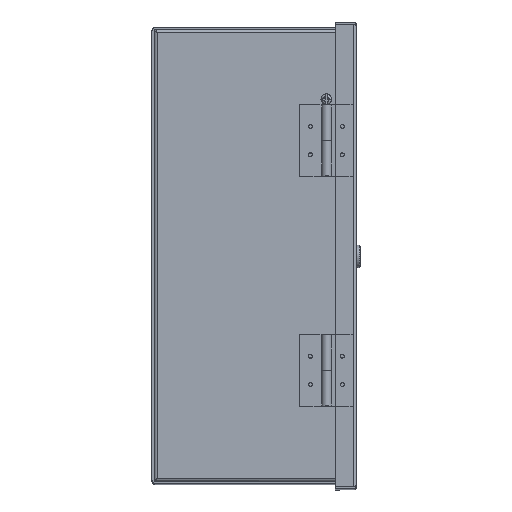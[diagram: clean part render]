
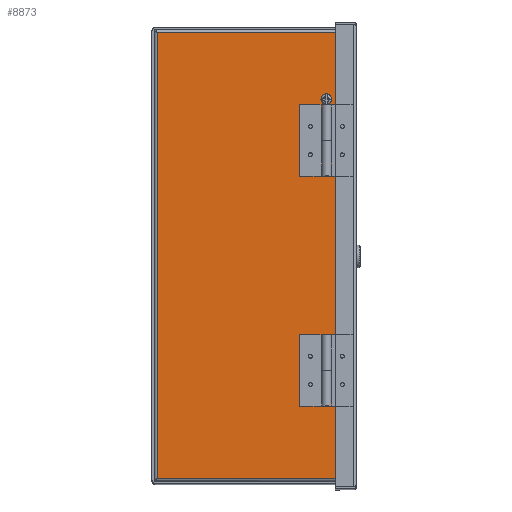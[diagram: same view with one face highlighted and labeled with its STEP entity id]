
A CAD part, top view. The second image highlights one B-rep face of the part: STEP entity #8873.
In plain terms, the highlighted face is planar.
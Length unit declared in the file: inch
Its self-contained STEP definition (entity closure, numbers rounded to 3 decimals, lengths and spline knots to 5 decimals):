
#37 = ORIENTED_EDGE ( 'NONE', *, *, #19694, .T. ) ;
#147 = DIRECTION ( 'NONE',  ( 0., -1., 0. ) ) ;
#261 = ORIENTED_EDGE ( 'NONE', *, *, #5232, .T. ) ;
#413 = VERTEX_POINT ( 'NONE', #10746 ) ;
#716 = VERTEX_POINT ( 'NONE', #1759 ) ;
#746 = DIRECTION ( 'NONE',  ( 1., 0., 0. ) ) ;
#823 = EDGE_CURVE ( 'NONE', #21964, #17052, #17957, .T. ) ;
#1116 = FACE_BOUND ( 'NONE', #15175, .T. ) ;
#1136 = EDGE_LOOP ( 'NONE', ( #261, #22179 ) ) ;
#1183 = CARTESIAN_POINT ( 'NONE',  ( -10., -0.187, -7.8135 ) ) ;
#1637 = CARTESIAN_POINT ( 'NONE',  ( -10., -5.558, 3.5305 ) ) ;
#1660 = DIRECTION ( 'NONE',  ( 1., 0., 0. ) ) ;
#1723 = FACE_BOUND ( 'NONE', #19355, .T. ) ;
#1759 = CARTESIAN_POINT ( 'NONE',  ( -10., -6.892, -7.3275 ) ) ;
#2564 = ORIENTED_EDGE ( 'NONE', *, *, #8326, .T. ) ;
#3204 = EDGE_CURVE ( 'NONE', #12336, #11127, #13058, .T. ) ;
#3391 = CARTESIAN_POINT ( 'NONE',  ( -10., -0.187, 7.8135 ) ) ;
#3790 = VERTEX_POINT ( 'NONE', #14717 ) ;
#3911 = DIRECTION ( 'NONE',  ( 0., -1., 0. ) ) ;
#4119 = VECTOR ( 'NONE', #13488, 39.37008 ) ;
#4378 = CARTESIAN_POINT ( 'NONE',  ( -10., -6.032, 5.483 ) ) ;
#4497 = ORIENTED_EDGE ( 'NONE', *, *, #3204, .T. ) ;
#4723 = EDGE_CURVE ( 'NONE', #6510, #9433, #9108, .T. ) ;
#4979 = ORIENTED_EDGE ( 'NONE', *, *, #7990, .T. ) ;
#5232 = EDGE_CURVE ( 'NONE', #5252, #3790, #17904, .T. ) ;
#5243 = LINE ( 'NONE', #8298, #26001 ) ;
#5252 = VERTEX_POINT ( 'NONE', #9926 ) ;
#5493 = EDGE_CURVE ( 'NONE', #19743, #10486, #14453, .T. ) ;
#5733 = FACE_BOUND ( 'NONE', #1136, .T. ) ;
#5776 = VERTEX_POINT ( 'NONE', #3391 ) ;
#5791 = AXIS2_PLACEMENT_3D ( 'NONE', #23286, #25318, #9238 ) ;
#6141 = DIRECTION ( 'NONE',  ( 1., 0., 0. ) ) ;
#6147 = CARTESIAN_POINT ( 'NONE',  ( -10., -5.628, -4.5315 ) ) ;
#6256 = CARTESIAN_POINT ( 'NONE',  ( -10., -6.892, -7.8135 ) ) ;
#6510 = VERTEX_POINT ( 'NONE', #15306 ) ;
#6560 = CIRCLE ( 'NONE', #5791, 0.07 ) ;
#6713 = CARTESIAN_POINT ( 'NONE',  ( -10., -0.187, -7.8135 ) ) ;
#6936 = EDGE_CURVE ( 'NONE', #5776, #23607, #20564, .T. ) ;
#7016 = FACE_BOUND ( 'NONE', #17084, .T. ) ;
#7240 = CARTESIAN_POINT ( 'NONE',  ( -10., -0.187, -7.8135 ) ) ;
#7260 = CARTESIAN_POINT ( 'NONE',  ( -10., -5.488, 3.5305 ) ) ;
#7353 = DIRECTION ( 'NONE',  ( 0., 0., 1. ) ) ;
#7469 = CARTESIAN_POINT ( 'NONE',  ( -10., -5.558, 4.5305 ) ) ;
#7578 = VERTEX_POINT ( 'NONE', #11032 ) ;
#7787 = PLANE ( 'NONE',  #17880 ) ;
#7880 = CIRCLE ( 'NONE', #13618, 0.07 ) ;
#7884 = AXIS2_PLACEMENT_3D ( 'NONE', #20223, #22054, #3911 ) ;
#7990 = EDGE_CURVE ( 'NONE', #25850, #716, #5243, .T. ) ;
#8298 = CARTESIAN_POINT ( 'NONE',  ( -10., -6.892, -7.8135 ) ) ;
#8326 = EDGE_CURVE ( 'NONE', #17052, #21964, #22791, .T. ) ;
#8495 = LINE ( 'NONE', #19622, #4119 ) ;
#8609 = AXIS2_PLACEMENT_3D ( 'NONE', #14020, #18116, #12178 ) ;
#8873 = ADVANCED_FACE ( 'NONE', ( #13938, #7016, #1116, #1723, #21454, #5733 ), #7787, .T. ) ;
#9108 = LINE ( 'NONE', #15461, #18516 ) ;
#9200 = VECTOR ( 'NONE', #12704, 39.37008 ) ;
#9238 = DIRECTION ( 'NONE',  ( 0., -1., 0. ) ) ;
#9433 = VERTEX_POINT ( 'NONE', #20234 ) ;
#9926 = CARTESIAN_POINT ( 'NONE',  ( -10., -5.628, 4.5305 ) ) ;
#9930 = AXIS2_PLACEMENT_3D ( 'NONE', #7469, #19767, #25642 ) ;
#10095 = DIRECTION ( 'NONE',  ( 0., -1., 0. ) ) ;
#10452 = CARTESIAN_POINT ( 'NONE',  ( -10., -5.558, 4.5305 ) ) ;
#10486 = VERTEX_POINT ( 'NONE', #24813 ) ;
#10746 = CARTESIAN_POINT ( 'NONE',  ( -10., -5.488, -3.5315 ) ) ;
#11032 = CARTESIAN_POINT ( 'NONE',  ( -10., -5.628, -3.5315 ) ) ;
#11127 = VERTEX_POINT ( 'NONE', #13853 ) ;
#11934 = EDGE_CURVE ( 'NONE', #716, #6510, #24233, .T. ) ;
#12028 = AXIS2_PLACEMENT_3D ( 'NONE', #19637, #13666, #15696 ) ;
#12146 = CARTESIAN_POINT ( 'NONE',  ( -10., -5.558, -3.5315 ) ) ;
#12178 = DIRECTION ( 'NONE',  ( 0., -1., 0. ) ) ;
#12304 = CARTESIAN_POINT ( 'NONE',  ( -10., -6.202, 5.483 ) ) ;
#12336 = VERTEX_POINT ( 'NONE', #7260 ) ;
#12480 = CARTESIAN_POINT ( 'NONE',  ( -10., -5.558, -4.5315 ) ) ;
#12704 = DIRECTION ( 'NONE',  ( 0., -1., 0. ) ) ;
#13058 = CIRCLE ( 'NONE', #7884, 0.07 ) ;
#13112 = CIRCLE ( 'NONE', #23820, 0.07 ) ;
#13488 = DIRECTION ( 'NONE',  ( 0., -1., 0. ) ) ;
#13501 = ORIENTED_EDGE ( 'NONE', *, *, #4723, .T. ) ;
#13618 = AXIS2_PLACEMENT_3D ( 'NONE', #1637, #19586, #21612 ) ;
#13666 = DIRECTION ( 'NONE',  ( 1., 0., 0. ) ) ;
#13742 = ORIENTED_EDGE ( 'NONE', *, *, #11934, .T. ) ;
#13853 = CARTESIAN_POINT ( 'NONE',  ( -10., -5.628, 3.5305 ) ) ;
#13866 = ORIENTED_EDGE ( 'NONE', *, *, #14738, .F. ) ;
#13938 = FACE_OUTER_BOUND ( 'NONE', #20069, .T. ) ;
#14020 = CARTESIAN_POINT ( 'NONE',  ( -10., -6.117, 5.483 ) ) ;
#14077 = DIRECTION ( 'NONE',  ( 1., 0., 0. ) ) ;
#14372 = DIRECTION ( 'NONE',  ( -1., 0., 0. ) ) ;
#14453 = CIRCLE ( 'NONE', #12028, 0.07 ) ;
#14717 = CARTESIAN_POINT ( 'NONE',  ( -10., -5.488, 4.5305 ) ) ;
#14738 = EDGE_CURVE ( 'NONE', #5776, #9433, #8495, .T. ) ;
#15175 = EDGE_LOOP ( 'NONE', ( #37, #4497 ) ) ;
#15306 = CARTESIAN_POINT ( 'NONE',  ( -10., -6.892, 7.3275 ) ) ;
#15461 = CARTESIAN_POINT ( 'NONE',  ( -10., -6.892, -7.8135 ) ) ;
#15498 = AXIS2_PLACEMENT_3D ( 'NONE', #23619, #1660, #19875 ) ;
#15696 = DIRECTION ( 'NONE',  ( 0., -1., 0. ) ) ;
#15778 = ORIENTED_EDGE ( 'NONE', *, *, #823, .T. ) ;
#16979 = EDGE_CURVE ( 'NONE', #413, #7578, #23563, .T. ) ;
#17052 = VERTEX_POINT ( 'NONE', #4378 ) ;
#17084 = EDGE_LOOP ( 'NONE', ( #15778, #2564 ) ) ;
#17880 = AXIS2_PLACEMENT_3D ( 'NONE', #20338, #14372, #18043 ) ;
#17904 = CIRCLE ( 'NONE', #23259, 0.07 ) ;
#17957 = CIRCLE ( 'NONE', #8609, 0.085 ) ;
#18043 = DIRECTION ( 'NONE',  ( 0., -1., 0. ) ) ;
#18116 = DIRECTION ( 'NONE',  ( 1., 0., 0. ) ) ;
#18206 = EDGE_CURVE ( 'NONE', #10486, #19743, #13112, .T. ) ;
#18273 = ORIENTED_EDGE ( 'NONE', *, *, #22625, .T. ) ;
#18516 = VECTOR ( 'NONE', #7353, 39.37008 ) ;
#18943 = EDGE_CURVE ( 'NONE', #23607, #25850, #22700, .T. ) ;
#19355 = EDGE_LOOP ( 'NONE', ( #18273, #20751 ) ) ;
#19557 = CIRCLE ( 'NONE', #9930, 0.07 ) ;
#19586 = DIRECTION ( 'NONE',  ( 1., 0., 0. ) ) ;
#19622 = CARTESIAN_POINT ( 'NONE',  ( -10., -0.187, 7.8135 ) ) ;
#19637 = CARTESIAN_POINT ( 'NONE',  ( -10., -5.558, -4.5315 ) ) ;
#19694 = EDGE_CURVE ( 'NONE', #11127, #12336, #7880, .T. ) ;
#19743 = VERTEX_POINT ( 'NONE', #6147 ) ;
#19767 = DIRECTION ( 'NONE',  ( 1., 0., 0. ) ) ;
#19875 = DIRECTION ( 'NONE',  ( 0., -1., 0. ) ) ;
#20069 = EDGE_LOOP ( 'NONE', ( #13501, #13866, #20322, #25188, #4979, #13742 ) ) ;
#20223 = CARTESIAN_POINT ( 'NONE',  ( -10., -5.558, 3.5305 ) ) ;
#20234 = CARTESIAN_POINT ( 'NONE',  ( -10., -6.892, 7.8135 ) ) ;
#20304 = DIRECTION ( 'NONE',  ( 0., 0., 1. ) ) ;
#20322 = ORIENTED_EDGE ( 'NONE', *, *, #6936, .T. ) ;
#20338 = CARTESIAN_POINT ( 'NONE',  ( -10., -0.187, -7.8135 ) ) ;
#20564 = LINE ( 'NONE', #1183, #21814 ) ;
#20714 = DIRECTION ( 'NONE',  ( 0., -1., 0. ) ) ;
#20751 = ORIENTED_EDGE ( 'NONE', *, *, #16979, .T. ) ;
#21025 = CARTESIAN_POINT ( 'NONE',  ( -10., -6.892, -7.8135 ) ) ;
#21454 = FACE_BOUND ( 'NONE', #25990, .T. ) ;
#21612 = DIRECTION ( 'NONE',  ( 0., -1., 0. ) ) ;
#21814 = VECTOR ( 'NONE', #24977, 39.37008 ) ;
#21964 = VERTEX_POINT ( 'NONE', #12304 ) ;
#22054 = DIRECTION ( 'NONE',  ( 1., 0., 0. ) ) ;
#22179 = ORIENTED_EDGE ( 'NONE', *, *, #24167, .T. ) ;
#22569 = ORIENTED_EDGE ( 'NONE', *, *, #18206, .T. ) ;
#22625 = EDGE_CURVE ( 'NONE', #7578, #413, #6560, .T. ) ;
#22667 = VECTOR ( 'NONE', #20304, 39.37008 ) ;
#22700 = LINE ( 'NONE', #6713, #9200 ) ;
#22791 = CIRCLE ( 'NONE', #15498, 0.085 ) ;
#22888 = ORIENTED_EDGE ( 'NONE', *, *, #5493, .T. ) ;
#23259 = AXIS2_PLACEMENT_3D ( 'NONE', #10452, #6141, #10095 ) ;
#23286 = CARTESIAN_POINT ( 'NONE',  ( -10., -5.558, -3.5315 ) ) ;
#23563 = CIRCLE ( 'NONE', #23784, 0.07 ) ;
#23607 = VERTEX_POINT ( 'NONE', #7240 ) ;
#23619 = CARTESIAN_POINT ( 'NONE',  ( -10., -6.117, 5.483 ) ) ;
#23784 = AXIS2_PLACEMENT_3D ( 'NONE', #12146, #14077, #147 ) ;
#23820 = AXIS2_PLACEMENT_3D ( 'NONE', #12480, #746, #20714 ) ;
#24167 = EDGE_CURVE ( 'NONE', #3790, #5252, #19557, .T. ) ;
#24233 = LINE ( 'NONE', #6256, #22667 ) ;
#24360 = DIRECTION ( 'NONE',  ( 0., 0., 1. ) ) ;
#24813 = CARTESIAN_POINT ( 'NONE',  ( -10., -5.488, -4.5315 ) ) ;
#24977 = DIRECTION ( 'NONE',  ( 0., 0., -1. ) ) ;
#25188 = ORIENTED_EDGE ( 'NONE', *, *, #18943, .T. ) ;
#25318 = DIRECTION ( 'NONE',  ( 1., 0., 0. ) ) ;
#25642 = DIRECTION ( 'NONE',  ( 0., -1., 0. ) ) ;
#25850 = VERTEX_POINT ( 'NONE', #21025 ) ;
#25990 = EDGE_LOOP ( 'NONE', ( #22888, #22569 ) ) ;
#26001 = VECTOR ( 'NONE', #24360, 39.37008 ) ;
